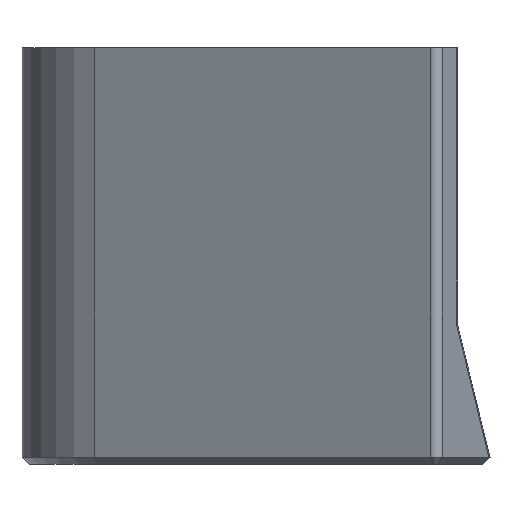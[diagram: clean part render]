
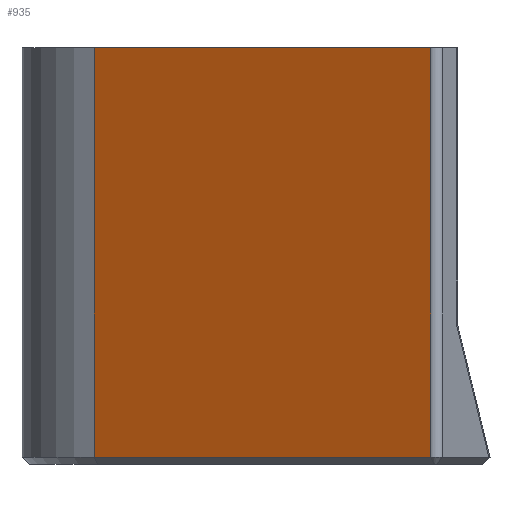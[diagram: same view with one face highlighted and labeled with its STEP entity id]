
A CAD part, left-side view. The second image highlights one B-rep face of the part: STEP entity #935.
In plain terms, the highlighted planar face has unit normal (-0.866, 0.5, 0).
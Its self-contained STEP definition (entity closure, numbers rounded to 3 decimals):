
#113=FACE_OUTER_BOUND('',#167,.T.);
#167=EDGE_LOOP('',(#721,#722,#723,#724));
#212=LINE('',#1403,#302);
#248=LINE('',#1514,#338);
#249=LINE('',#1516,#339);
#250=LINE('',#1517,#340);
#302=VECTOR('',#1109,10.);
#338=VECTOR('',#1227,10.);
#339=VECTOR('',#1228,10.);
#340=VECTOR('',#1229,10.);
#396=VERTEX_POINT('',#1393);
#398=VERTEX_POINT('',#1399);
#433=VERTEX_POINT('',#1513);
#434=VERTEX_POINT('',#1515);
#485=EDGE_CURVE('',#396,#398,#212,.T.);
#540=EDGE_CURVE('',#433,#396,#248,.T.);
#541=EDGE_CURVE('',#434,#433,#249,.T.);
#542=EDGE_CURVE('',#434,#398,#250,.T.);
#721=ORIENTED_EDGE('',*,*,#540,.F.);
#722=ORIENTED_EDGE('',*,*,#541,.F.);
#723=ORIENTED_EDGE('',*,*,#542,.T.);
#724=ORIENTED_EDGE('',*,*,#485,.F.);
#897=PLANE('',#1034);
#935=ADVANCED_FACE('',(#113),#897,.T.);
#1034=AXIS2_PLACEMENT_3D('',#1512,#1225,#1226);
#1109=DIRECTION('',(0.5,0.866,0.));
#1225=DIRECTION('center_axis',(-0.866,0.5,0.));
#1226=DIRECTION('ref_axis',(0.5,0.866,0.));
#1227=DIRECTION('',(0.,0.,-1.));
#1228=DIRECTION('',(-0.5,-0.866,0.));
#1229=DIRECTION('',(0.,0.,-1.));
#1393=CARTESIAN_POINT('',(-29.686,-36.973,-29.));
#1399=CARTESIAN_POINT('',(-15.924,-13.136,-29.));
#1403=CARTESIAN_POINT('',(-23.045,-25.469,-29.));
#1512=CARTESIAN_POINT('Origin',(-29.686,-36.973,-1.5));
#1513=CARTESIAN_POINT('',(-29.686,-36.973,0.));
#1514=CARTESIAN_POINT('',(-29.686,-36.973,-1.5));
#1515=CARTESIAN_POINT('',(-15.924,-13.136,0.));
#1516=CARTESIAN_POINT('',(-29.686,-36.973,0.));
#1517=CARTESIAN_POINT('',(-15.924,-13.136,0.));
